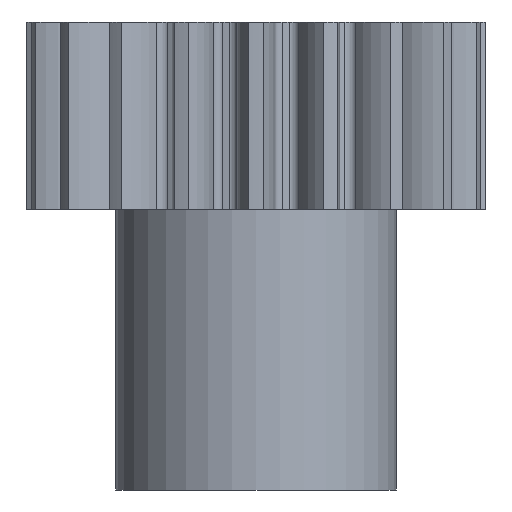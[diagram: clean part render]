
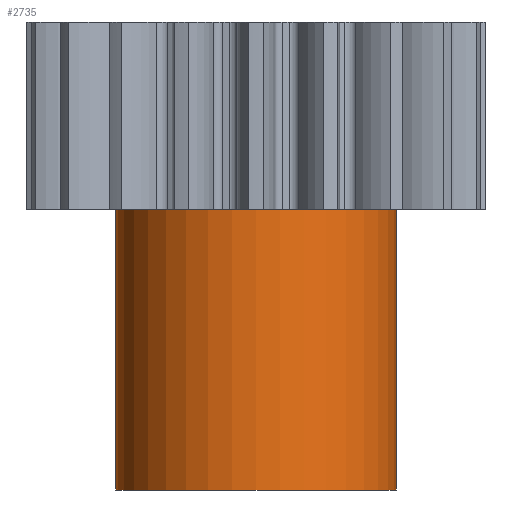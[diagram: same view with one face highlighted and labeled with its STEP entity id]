
A CAD part, front view. The second image highlights one B-rep face of the part: STEP entity #2735.
In plain terms, the highlighted cylindrical face has radius 4.5 mm (diameter 9 mm), a partial arc.
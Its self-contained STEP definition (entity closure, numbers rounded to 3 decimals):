
#590 = CYLINDRICAL_SURFACE ( 'NONE', #674, 4.5 ) ;
#609 = DIRECTION ( 'NONE',  ( 0., 0., 1. ) ) ;
#615 = CARTESIAN_POINT ( 'NONE',  ( 0., 0., -9. ) ) ;
#621 = CIRCLE ( 'NONE', #661, 4.5 ) ;
#632 = DIRECTION ( 'NONE',  ( 1., 0., 0. ) ) ;
#633 = DIRECTION ( 'NONE',  ( 0., 0., 1. ) ) ;
#634 = CARTESIAN_POINT ( 'NONE',  ( 0., 0., -9. ) ) ;
#661 = AXIS2_PLACEMENT_3D ( 'NONE', #634, #633, #632 ) ;
#668 = FACE_OUTER_BOUND ( 'NONE', #2726, .T. ) ;
#674 = AXIS2_PLACEMENT_3D ( 'NONE', #615, #609, #675 ) ;
#675 = DIRECTION ( 'NONE',  ( 1., 0., 0. ) ) ;
#1033 = EDGE_CURVE ( 'NONE', #1059, #1047, #2871, .T. ) ;
#1047 = VERTEX_POINT ( 'NONE', #2908 ) ;
#1055 = VERTEX_POINT ( 'NONE', #2877 ) ;
#1059 = VERTEX_POINT ( 'NONE', #2895 ) ;
#1060 = EDGE_CURVE ( 'NONE', #1055, #1062, #2794, .T. ) ;
#1062 = VERTEX_POINT ( 'NONE', #2936 ) ;
#1476 = EDGE_CURVE ( 'NONE', #1062, #1047, #3833, .T. ) ;
#2726 = EDGE_LOOP ( 'NONE', ( #2761, #2745, #2743, #2760 ) ) ;
#2735 = ADVANCED_FACE ( 'NONE', ( #668 ), #590, .T. ) ;
#2743 = ORIENTED_EDGE ( 'NONE', *, *, #1033, .T. ) ;
#2745 = ORIENTED_EDGE ( 'NONE', *, *, #2754, .T. ) ;
#2754 = EDGE_CURVE ( 'NONE', #1055, #1059, #621, .T. ) ;
#2760 = ORIENTED_EDGE ( 'NONE', *, *, #1476, .F. ) ;
#2761 = ORIENTED_EDGE ( 'NONE', *, *, #1060, .F. ) ;
#2794 = LINE ( 'NONE', #2815, #2846 ) ;
#2815 = CARTESIAN_POINT ( 'NONE',  ( -4.5, 0., -9. ) ) ;
#2844 = DIRECTION ( 'NONE',  ( 0., 0., 1. ) ) ;
#2846 = VECTOR ( 'NONE', #2844, 1000. ) ;
#2871 = LINE ( 'NONE', #2883, #2891 ) ;
#2877 = CARTESIAN_POINT ( 'NONE',  ( -4.5, 0., -9. ) ) ;
#2883 = CARTESIAN_POINT ( 'NONE',  ( 4.5, 0., -9. ) ) ;
#2891 = VECTOR ( 'NONE', #2896, 1000. ) ;
#2895 = CARTESIAN_POINT ( 'NONE',  ( 4.5, 0., -9. ) ) ;
#2896 = DIRECTION ( 'NONE',  ( 0., 0., 1. ) ) ;
#2908 = CARTESIAN_POINT ( 'NONE',  ( 4.5, 0., 0. ) ) ;
#2936 = CARTESIAN_POINT ( 'NONE',  ( -4.5, 0., 0. ) ) ;
#3824 = CARTESIAN_POINT ( 'NONE',  ( 0., 0., 0. ) ) ;
#3825 = AXIS2_PLACEMENT_3D ( 'NONE', #3824, #3835, #3834 ) ;
#3833 = CIRCLE ( 'NONE', #3825, 4.5 ) ;
#3834 = DIRECTION ( 'NONE',  ( 1., 0., 0. ) ) ;
#3835 = DIRECTION ( 'NONE',  ( 0., 0., 1. ) ) ;
